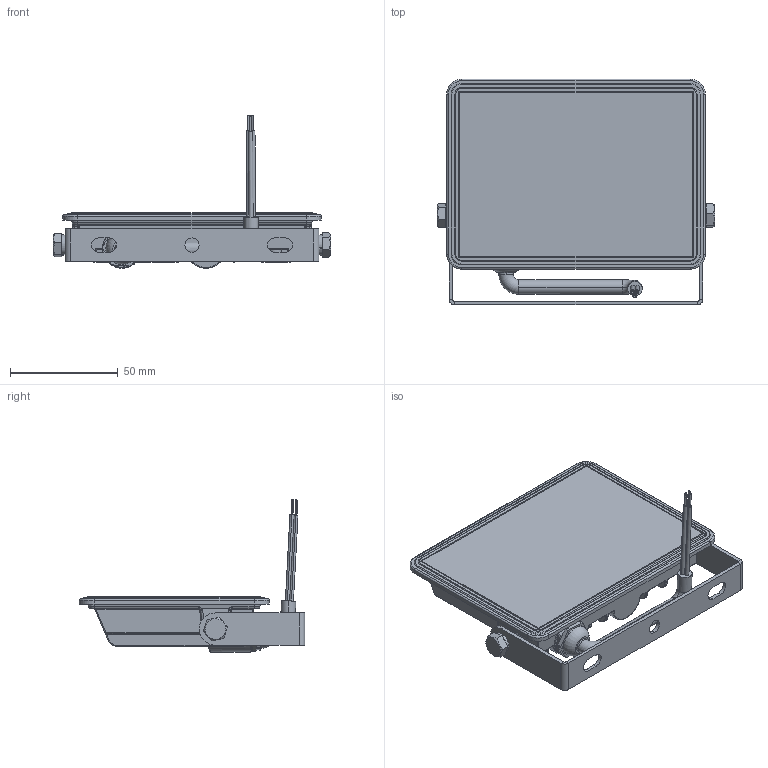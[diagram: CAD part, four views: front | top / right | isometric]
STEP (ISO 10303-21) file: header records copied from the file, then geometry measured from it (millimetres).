
FILE_DESCRIPTION (( 'STEP AP203' ), '1' );
FILE_NAME ('ﾑﾄﾎ 06-30.STEP', '2023-04-25T13:27:39', ( '' ), ( '' ), 'SwSTEP 2.0', 'SolidWorks 2022', '' );
FILE_SCHEMA (( 'CONFIG_CONTROL_DESIGN' ));
Length unit declared in the file: millimetre
Products named in the file (7): СДО 06-30; Кабель СДО 06-30; Скоба СДО 06-30; Кабельный ввод; Шайба гровер М5; Болт М6х10; Корпус СДО 06-30
Assembly tree (10 placements, depth 2):
  СДО 06-30
    Корпус СДО 06-30
    Скоба СДО 06-30
    Шайба гровер М5  x4
    Болт М6х10  x2
    Кабельный ввод
    Кабель СДО 06-30
Bounding box: 129 x 104.8 x 70.88 mm (x, y, z)
Volume: 161114.2 mm3; surface area: 48111.6 mm2
Topology: 10 solids, 10 shells, 705 faces, 1684 edges, 1008 vertices
Faces by surface type: cylinder 267, plane 241, bspline 119, torus 39, cone 29, sphere 10
Entity records: 22557 total; most frequent: CARTESIAN_POINT 7175, ORIENTED_EDGE 3214, DIRECTION 2912, EDGE_CURVE 1607, AXIS2_PLACEMENT_3D 1073, VERTEX_POINT 964, LINE 766, VECTOR 766
